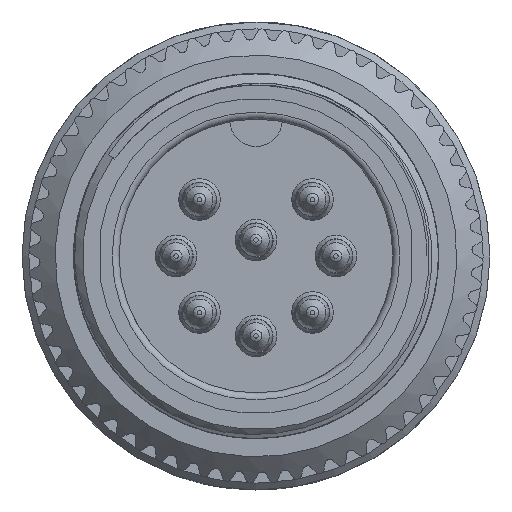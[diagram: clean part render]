
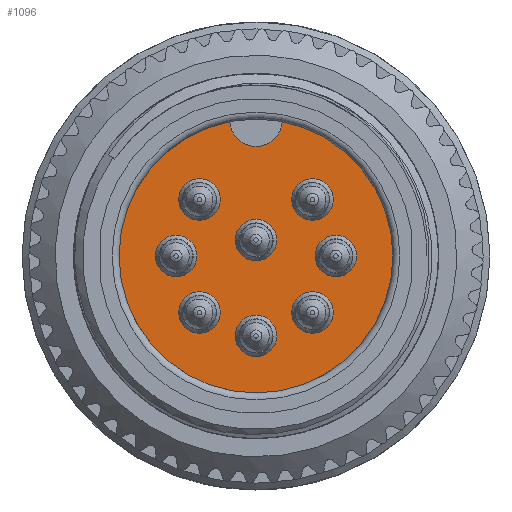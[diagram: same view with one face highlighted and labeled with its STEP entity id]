
A CAD part, left-side view. The second image highlights one B-rep face of the part: STEP entity #1096.
In plain terms, the highlighted planar face has unit normal (-1, 0, 0).
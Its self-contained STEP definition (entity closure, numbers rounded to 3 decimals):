
#316=FACE_BOUND('',#2334,.T.);
#317=FACE_BOUND('',#2335,.T.);
#318=FACE_BOUND('',#2336,.T.);
#319=FACE_BOUND('',#2337,.T.);
#320=FACE_BOUND('',#2338,.T.);
#321=FACE_BOUND('',#2339,.T.);
#322=FACE_BOUND('',#2340,.T.);
#323=FACE_BOUND('',#2341,.T.);
#324=FACE_BOUND('',#2342,.T.);
#638=PLANE('',#9567);
#1096=ADVANCED_FACE('',(#316,#317,#318,#319,#320,#321,#322,#323,#324),#638,
 .T.);
#2334=EDGE_LOOP('',(#5811));
#2335=EDGE_LOOP('',(#5812));
#2336=EDGE_LOOP('',(#5813));
#2337=EDGE_LOOP('',(#5814));
#2338=EDGE_LOOP('',(#5815,#5816));
#2339=EDGE_LOOP('',(#5817));
#2340=EDGE_LOOP('',(#5818));
#2341=EDGE_LOOP('',(#5819));
#2342=EDGE_LOOP('',(#5820));
#3293=CIRCLE('',#9554,6.);
#3295=CIRCLE('',#9557,1.15);
#3296=CIRCLE('',#9559,0.91);
#3297=CIRCLE('',#9560,0.91);
#3298=CIRCLE('',#9561,0.91);
#3299=CIRCLE('',#9562,0.91);
#3300=CIRCLE('',#9563,0.91);
#3301=CIRCLE('',#9564,0.91);
#3302=CIRCLE('',#9565,0.91);
#3303=CIRCLE('',#9566,0.91);
#5811=ORIENTED_EDGE('',*,*,#8205,.T.);
#5812=ORIENTED_EDGE('',*,*,#8206,.T.);
#5813=ORIENTED_EDGE('',*,*,#8207,.T.);
#5814=ORIENTED_EDGE('',*,*,#8208,.T.);
#5815=ORIENTED_EDGE('',*,*,#8201,.T.);
#5816=ORIENTED_EDGE('',*,*,#8204,.T.);
#5817=ORIENTED_EDGE('',*,*,#8209,.T.);
#5818=ORIENTED_EDGE('',*,*,#8210,.T.);
#5819=ORIENTED_EDGE('',*,*,#8211,.T.);
#5820=ORIENTED_EDGE('',*,*,#8212,.T.);
#6872=VERTEX_POINT('',#18463);
#6873=VERTEX_POINT('',#18465);
#6875=VERTEX_POINT('',#18473);
#6876=VERTEX_POINT('',#18475);
#6877=VERTEX_POINT('',#18477);
#6878=VERTEX_POINT('',#18479);
#6879=VERTEX_POINT('',#18481);
#6880=VERTEX_POINT('',#18483);
#6881=VERTEX_POINT('',#18485);
#6882=VERTEX_POINT('',#18487);
#8201=EDGE_CURVE('',#6873,#6872,#3293,.T.);
#8204=EDGE_CURVE('',#6872,#6873,#3295,.T.);
#8205=EDGE_CURVE('',#6875,#6875,#3296,.T.);
#8206=EDGE_CURVE('',#6876,#6876,#3297,.T.);
#8207=EDGE_CURVE('',#6877,#6877,#3298,.T.);
#8208=EDGE_CURVE('',#6878,#6878,#3299,.T.);
#8209=EDGE_CURVE('',#6879,#6879,#3300,.T.);
#8210=EDGE_CURVE('',#6880,#6880,#3301,.T.);
#8211=EDGE_CURVE('',#6881,#6881,#3302,.T.);
#8212=EDGE_CURVE('',#6882,#6882,#3303,.T.);
#9554=AXIS2_PLACEMENT_3D('',#18464,#11158,#11159);
#9557=AXIS2_PLACEMENT_3D('',#18470,#11165,#11166);
#9559=AXIS2_PLACEMENT_3D('',#18472,#11169,#11170);
#9560=AXIS2_PLACEMENT_3D('',#18474,#11171,#11172);
#9561=AXIS2_PLACEMENT_3D('',#18476,#11173,#11174);
#9562=AXIS2_PLACEMENT_3D('',#18478,#11175,#11176);
#9563=AXIS2_PLACEMENT_3D('',#18480,#11177,#11178);
#9564=AXIS2_PLACEMENT_3D('',#18482,#11179,#11180);
#9565=AXIS2_PLACEMENT_3D('',#18484,#11181,#11182);
#9566=AXIS2_PLACEMENT_3D('',#18486,#11183,#11184);
#9567=AXIS2_PLACEMENT_3D('',#18488,#11185,#11186);
#11158=DIRECTION('',(-1.,0.,0.));
#11159=DIRECTION('',(0.,-1.,0.));
#11165=DIRECTION('',(1.,0.,0.));
#11166=DIRECTION('',(0.,1.,0.));
#11169=DIRECTION('',(1.,0.,0.));
#11170=DIRECTION('',(0.,0.,1.));
#11171=DIRECTION('',(1.,0.,0.));
#11172=DIRECTION('',(0.,0.,1.));
#11173=DIRECTION('',(1.,0.,0.));
#11174=DIRECTION('',(0.,0.,1.));
#11175=DIRECTION('',(1.,0.,0.));
#11176=DIRECTION('',(0.,0.,1.));
#11177=DIRECTION('',(1.,0.,0.));
#11178=DIRECTION('',(0.,0.,1.));
#11179=DIRECTION('',(1.,0.,0.));
#11180=DIRECTION('',(0.,0.,1.));
#11181=DIRECTION('',(1.,0.,0.));
#11182=DIRECTION('',(0.,0.,1.));
#11183=DIRECTION('',(1.,0.,0.));
#11184=DIRECTION('',(0.,0.,1.));
#11185=DIRECTION('',(-1.,0.,0.));
#11186=DIRECTION('',(0.,1.,0.));
#18463=CARTESIAN_POINT('',(8.4,-1.148,5.889));
#18464=CARTESIAN_POINT('',(8.4,0.,0.));
#18465=CARTESIAN_POINT('',(8.4,1.148,5.889));
#18470=CARTESIAN_POINT('',(8.4,0.,5.95));
#18472=CARTESIAN_POINT('',(8.4,-2.475,2.475));
#18473=CARTESIAN_POINT('',(8.4,-2.475,3.385));
#18474=CARTESIAN_POINT('',(8.4,-2.475,-2.475));
#18475=CARTESIAN_POINT('',(8.4,-2.475,-1.565));
#18476=CARTESIAN_POINT('',(8.4,2.475,-2.475));
#18477=CARTESIAN_POINT('',(8.4,2.475,-1.565));
#18478=CARTESIAN_POINT('',(8.4,2.475,2.475));
#18479=CARTESIAN_POINT('',(8.4,2.475,3.385));
#18480=CARTESIAN_POINT('',(8.4,3.5,0.));
#18481=CARTESIAN_POINT('',(8.4,3.5,0.91));
#18482=CARTESIAN_POINT('',(8.4,0.,-3.5));
#18483=CARTESIAN_POINT('',(8.4,0.,-2.59));
#18484=CARTESIAN_POINT('',(8.4,-3.5,0.));
#18485=CARTESIAN_POINT('',(8.4,-3.5,0.91));
#18486=CARTESIAN_POINT('',(8.4,0.,0.7));
#18487=CARTESIAN_POINT('',(8.4,0.,1.61));
#18488=CARTESIAN_POINT('',(8.4,-7.25,7.25));
